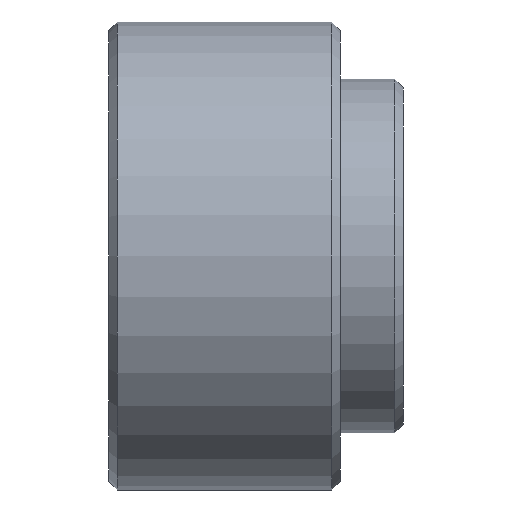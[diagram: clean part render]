
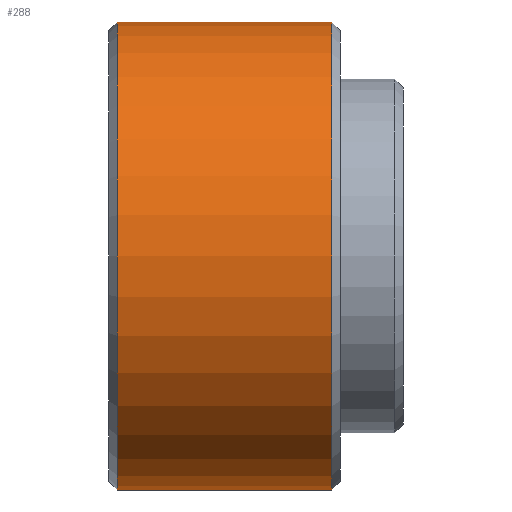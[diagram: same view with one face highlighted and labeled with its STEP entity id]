
A CAD part, left-side view. The second image highlights one B-rep face of the part: STEP entity #288.
In plain terms, the highlighted cylindrical face has radius 2.78 mm (diameter 5.56 mm), a partial arc.
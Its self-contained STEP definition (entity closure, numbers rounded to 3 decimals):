
#13 = DIRECTION ( 'NONE',  ( 0., 1., 0. ) ) ;
#17 = CARTESIAN_POINT ( 'NONE',  ( 0., 0.1, 0. ) ) ;
#20 = VECTOR ( 'NONE', #379, 1000. ) ;
#41 = VECTOR ( 'NONE', #374, 1000. ) ;
#76 = VERTEX_POINT ( 'NONE', #547 ) ;
#99 = AXIS2_PLACEMENT_3D ( 'NONE', #403, #443, #182 ) ;
#103 = DIRECTION ( 'NONE',  ( 0., 1., 0. ) ) ;
#105 = CARTESIAN_POINT ( 'NONE',  ( 0., 6.468, -2.78 ) ) ;
#108 = CARTESIAN_POINT ( 'NONE',  ( 0., 2.65, 2.78 ) ) ;
#127 = ORIENTED_EDGE ( 'NONE', *, *, #479, .T. ) ;
#154 = CIRCLE ( 'NONE', #570, 2.78 ) ;
#167 = CARTESIAN_POINT ( 'NONE',  ( 0., 6.468, 0. ) ) ;
#175 = CIRCLE ( 'NONE', #99, 2.78 ) ;
#178 = VERTEX_POINT ( 'NONE', #421 ) ;
#182 = DIRECTION ( 'NONE',  ( 0., 0., 1. ) ) ;
#190 = DIRECTION ( 'NONE',  ( 0., 0., -1. ) ) ;
#196 = LINE ( 'NONE', #105, #41 ) ;
#203 = CARTESIAN_POINT ( 'NONE',  ( 0., 6.468, 2.78 ) ) ;
#212 = EDGE_CURVE ( 'NONE', #76, #286, #440, .T. ) ;
#277 = AXIS2_PLACEMENT_3D ( 'NONE', #167, #103, #572 ) ;
#286 = VERTEX_POINT ( 'NONE', #108 ) ;
#288 = ADVANCED_FACE ( 'NONE', ( #328 ), #397, .T. ) ;
#322 = EDGE_CURVE ( 'NONE', #286, #563, #175, .T. ) ;
#328 = FACE_OUTER_BOUND ( 'NONE', #424, .T. ) ;
#374 = DIRECTION ( 'NONE',  ( 0., 1., 0. ) ) ;
#379 = DIRECTION ( 'NONE',  ( 0., 1., 0. ) ) ;
#397 = CYLINDRICAL_SURFACE ( 'NONE', #277, 2.78 ) ;
#403 = CARTESIAN_POINT ( 'NONE',  ( 0., 2.65, 0. ) ) ;
#421 = CARTESIAN_POINT ( 'NONE',  ( 0., 0.1, -2.78 ) ) ;
#424 = EDGE_LOOP ( 'NONE', ( #447, #127, #567, #435 ) ) ;
#435 = ORIENTED_EDGE ( 'NONE', *, *, #322, .T. ) ;
#440 = LINE ( 'NONE', #203, #20 ) ;
#443 = DIRECTION ( 'NONE',  ( 0., -1., 0. ) ) ;
#447 = ORIENTED_EDGE ( 'NONE', *, *, #486, .F. ) ;
#472 = CARTESIAN_POINT ( 'NONE',  ( 0., 2.65, -2.78 ) ) ;
#479 = EDGE_CURVE ( 'NONE', #178, #76, #154, .T. ) ;
#486 = EDGE_CURVE ( 'NONE', #178, #563, #196, .T. ) ;
#547 = CARTESIAN_POINT ( 'NONE',  ( 0., 0.1, 2.78 ) ) ;
#563 = VERTEX_POINT ( 'NONE', #472 ) ;
#567 = ORIENTED_EDGE ( 'NONE', *, *, #212, .T. ) ;
#570 = AXIS2_PLACEMENT_3D ( 'NONE', #17, #13, #190 ) ;
#572 = DIRECTION ( 'NONE',  ( 0., 0., 1. ) ) ;
